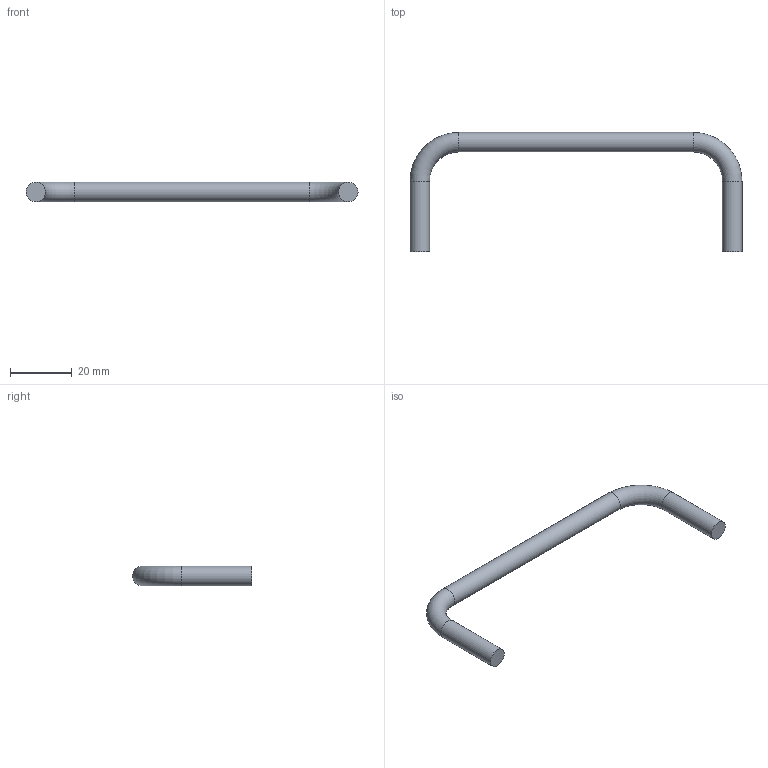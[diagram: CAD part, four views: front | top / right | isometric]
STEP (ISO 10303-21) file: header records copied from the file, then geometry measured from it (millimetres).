
FILE_DESCRIPTION(('HOOPS Exchange Step'),'2;1');
FILE_NAME('64530c3386283acf671ff3234abb0c0620200328-3351-gvjpjz.SLDPRT.step','2020-03-28T05:27:52+00:00',('converter2'),('Unknown organisation'),'HOOPS Exchange 2019.2','HOOPS Exchange','Unknown authorisation');
FILE_SCHEMA( ('AUTOMOTIVE_DESIGN { 1 0 10303 214 1 1 1 1 }') );
Length unit declared in the file: inch
Products named in the file (2): Default; 64530c3386283acf671ff3234abb0c0620200328-3351-gvjpjz
Assembly tree (1 placements, depth 2):
  64530c3386283acf671ff3234abb0c0620200328-3351-gvjpjz
    Default
Bounding box: 107.95 x 38.73 x 6.35 mm (x, y, z)
Volume: 5124.7 mm3; surface area: 3291.5 mm2
Topology: 1 solids, 1 shells, 7 faces, 21 edges, 16 vertices
Faces by surface type: cylinder 3, torus 2, plane 2
Full cylindrical faces by diameter (mm): 6.35 x3
Entity records: 312 total; most frequent: DIRECTION 59, CARTESIAN_POINT 47, ORIENTED_EDGE 42, AXIS2_PLACEMENT_3D 28, EDGE_CURVE 21, CIRCLE 18, VERTEX_POINT 16, EDGE_LOOP 7
